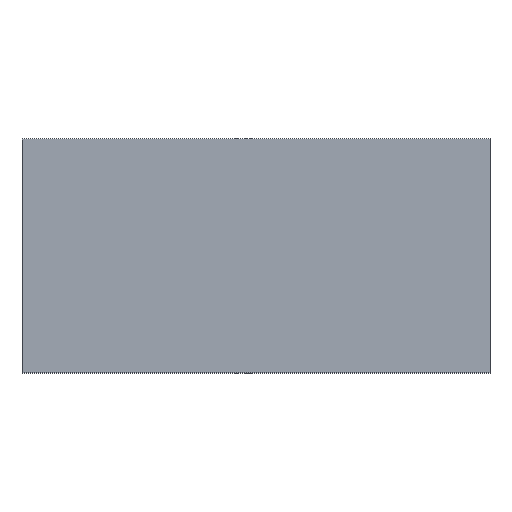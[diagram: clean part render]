
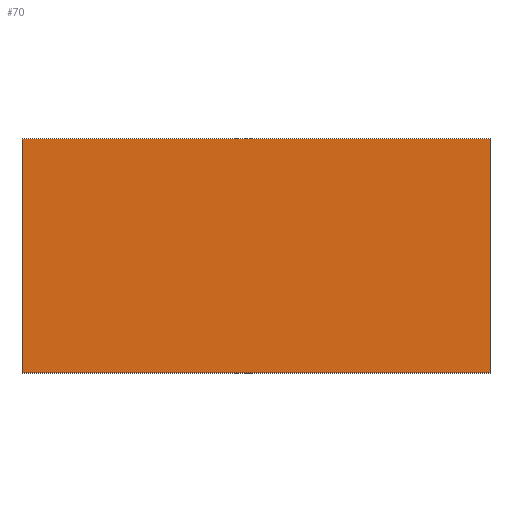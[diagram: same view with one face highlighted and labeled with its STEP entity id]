
A CAD part, top view. The second image highlights one B-rep face of the part: STEP entity #70.
In plain terms, the highlighted planar face has unit normal (0, 0, 1).
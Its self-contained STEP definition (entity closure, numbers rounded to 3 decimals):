
#3 = DIRECTION ( 'NONE',  ( 1., 0., 0. ) ) ;
#6 = EDGE_CURVE ( 'NONE', #181, #33, #73, .T. ) ;
#7 = EDGE_LOOP ( 'NONE', ( #199, #122, #47, #66 ) ) ;
#8 = EDGE_CURVE ( 'NONE', #195, #96, #109, .T. ) ;
#16 = CARTESIAN_POINT ( 'NONE',  ( -500., -250., 4. ) ) ;
#26 = VECTOR ( 'NONE', #112, 1000. ) ;
#30 = CARTESIAN_POINT ( 'NONE',  ( 500., -250., 4. ) ) ;
#32 = FACE_OUTER_BOUND ( 'NONE', #7, .T. ) ;
#33 = VERTEX_POINT ( 'NONE', #67 ) ;
#36 = DIRECTION ( 'NONE',  ( -1., 0., 0. ) ) ;
#47 = ORIENTED_EDGE ( 'NONE', *, *, #6, .T. ) ;
#49 = CARTESIAN_POINT ( 'NONE',  ( -500., 250., 4. ) ) ;
#62 = AXIS2_PLACEMENT_3D ( 'NONE', #16, #169, #3 ) ;
#66 = ORIENTED_EDGE ( 'NONE', *, *, #132, .T. ) ;
#67 = CARTESIAN_POINT ( 'NONE',  ( -500., -250., 4. ) ) ;
#70 = ADVANCED_FACE ( 'NONE', ( #32 ), #141, .T. ) ;
#73 = LINE ( 'NONE', #200, #139 ) ;
#78 = EDGE_CURVE ( 'NONE', #96, #181, #95, .T. ) ;
#95 = LINE ( 'NONE', #130, #108 ) ;
#96 = VERTEX_POINT ( 'NONE', #153 ) ;
#104 = CARTESIAN_POINT ( 'NONE',  ( -500., -250., 4. ) ) ;
#105 = DIRECTION ( 'NONE',  ( 1., 0., 0. ) ) ;
#108 = VECTOR ( 'NONE', #36, 1000. ) ;
#109 = LINE ( 'NONE', #30, #26 ) ;
#112 = DIRECTION ( 'NONE',  ( 0., 1., 0. ) ) ;
#122 = ORIENTED_EDGE ( 'NONE', *, *, #78, .T. ) ;
#130 = CARTESIAN_POINT ( 'NONE',  ( 500., 250., 4. ) ) ;
#132 = EDGE_CURVE ( 'NONE', #33, #195, #166, .T. ) ;
#139 = VECTOR ( 'NONE', #165, 1000. ) ;
#141 = PLANE ( 'NONE',  #62 ) ;
#153 = CARTESIAN_POINT ( 'NONE',  ( 500., 250., 4. ) ) ;
#165 = DIRECTION ( 'NONE',  ( 0., -1., 0. ) ) ;
#166 = LINE ( 'NONE', #104, #187 ) ;
#169 = DIRECTION ( 'NONE',  ( 0., 0., 1. ) ) ;
#181 = VERTEX_POINT ( 'NONE', #49 ) ;
#187 = VECTOR ( 'NONE', #105, 1000. ) ;
#190 = CARTESIAN_POINT ( 'NONE',  ( 500., -250., 4. ) ) ;
#195 = VERTEX_POINT ( 'NONE', #190 ) ;
#199 = ORIENTED_EDGE ( 'NONE', *, *, #8, .T. ) ;
#200 = CARTESIAN_POINT ( 'NONE',  ( -500., 250., 4. ) ) ;
